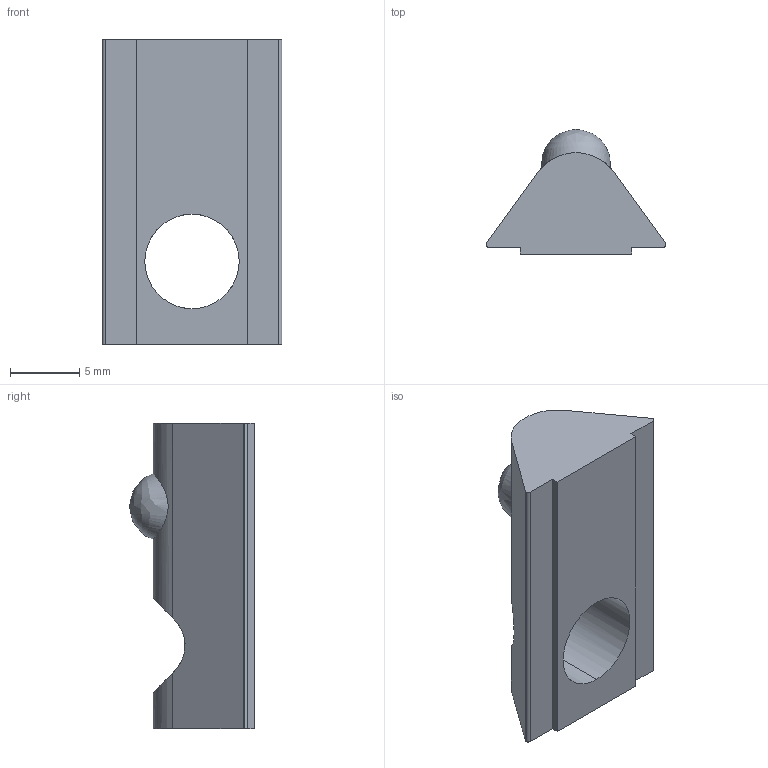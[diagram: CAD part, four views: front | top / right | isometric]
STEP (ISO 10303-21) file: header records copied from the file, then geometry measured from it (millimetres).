
FILE_DESCRIPTION (( 'STEP AP203' ), '1' );
FILE_NAME ('084.302.111.STEP', '2018-03-13T07:49:58', ( '' ), ( '' ), 'SwSTEP 2.0', 'SolidWorks 2016', '' );
FILE_SCHEMA (( 'CONFIG_CONTROL_DESIGN' ));
Length unit declared in the file: millimetre
Products named in the file (1): 084.302.111
Bounding box: 12.92 x 9 x 22 mm (x, y, z)
Volume: 1096.9 mm3; surface area: 920.8 mm2
Topology: 1 solids, 1 shells, 17 faces, 47 edges, 32 vertices
Faces by surface type: plane 9, cylinder 7, bspline 1
Entity records: 713 total; most frequent: CARTESIAN_POINT 208, ORIENTED_EDGE 94, DIRECTION 83, EDGE_CURVE 47, VERTEX_POINT 32, VECTOR 29, LINE 29, AXIS2_PLACEMENT_3D 27
